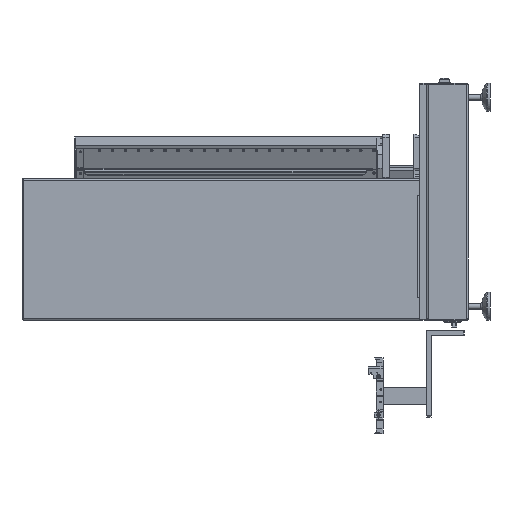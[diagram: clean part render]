
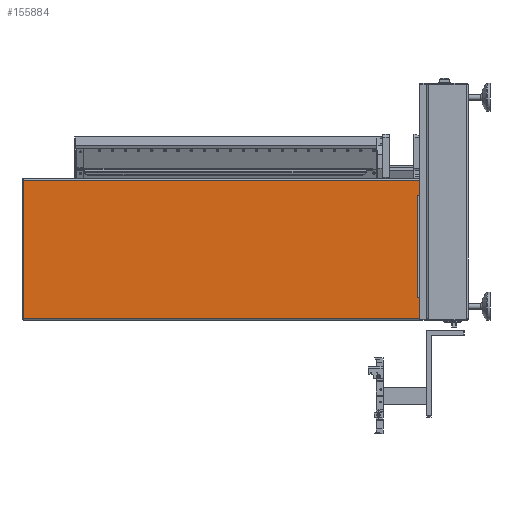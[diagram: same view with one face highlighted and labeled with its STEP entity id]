
A CAD part, left-side view. The second image highlights one B-rep face of the part: STEP entity #155884.
In plain terms, the highlighted planar face has unit normal (-1, 0, 0).
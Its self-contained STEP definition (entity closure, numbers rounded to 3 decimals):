
#6040 = DIRECTION ( 'NONE',  ( 1., 0., 0. ) ) ;
#8490 = CARTESIAN_POINT ( 'NONE',  ( -197.5, 90., -170.09 ) ) ;
#12336 = EDGE_CURVE ( 'NONE', #21898, #23593, #143201, .T. ) ;
#20799 = LINE ( 'NONE', #163386, #140823 ) ;
#21898 = VERTEX_POINT ( 'NONE', #39573 ) ;
#22008 = VECTOR ( 'NONE', #83955, 1000. ) ;
#23025 = CARTESIAN_POINT ( 'NONE',  ( -197.5, 784., -206.09 ) ) ;
#23593 = VERTEX_POINT ( 'NONE', #123535 ) ;
#25982 = DIRECTION ( 'NONE',  ( 0., 1., 0. ) ) ;
#28196 = EDGE_CURVE ( 'NONE', #45835, #79619, #154352, .T. ) ;
#29612 = CARTESIAN_POINT ( 'NONE',  ( -197.5, 784., -206.09 ) ) ;
#30496 = PLANE ( 'NONE',  #49016 ) ;
#33290 = DIRECTION ( 'NONE',  ( 0., 1., 0. ) ) ;
#39573 = CARTESIAN_POINT ( 'NONE',  ( -197.5, 86., 35.91 ) ) ;
#45835 = VERTEX_POINT ( 'NONE', #113867 ) ;
#47768 = VECTOR ( 'NONE', #179621, 1000. ) ;
#49016 = AXIS2_PLACEMENT_3D ( 'NONE', #51040, #6040, #153263 ) ;
#49939 = VECTOR ( 'NONE', #160359, 1000. ) ;
#50917 = EDGE_LOOP ( 'NONE', ( #140322, #158046, #116646, #147601, #151550, #96008, #168433, #77452 ) ) ;
#51040 = CARTESIAN_POINT ( 'NONE',  ( -197.5, 784., 37.91 ) ) ;
#52722 = VERTEX_POINT ( 'NONE', #147828 ) ;
#57570 = CARTESIAN_POINT ( 'NONE',  ( -197.5, 86., 37.91 ) ) ;
#65082 = EDGE_CURVE ( 'NONE', #52722, #124020, #113600, .T. ) ;
#74063 = EDGE_CURVE ( 'NONE', #45835, #124020, #138849, .T. ) ;
#77452 = ORIENTED_EDGE ( 'NONE', *, *, #158087, .T. ) ;
#79619 = VERTEX_POINT ( 'NONE', #171668 ) ;
#80812 = DIRECTION ( 'NONE',  ( 0., 0., -1. ) ) ;
#83955 = DIRECTION ( 'NONE',  ( 0., 0., 1. ) ) ;
#85444 = VECTOR ( 'NONE', #25982, 1000. ) ;
#86785 = LINE ( 'NONE', #57570, #22008 ) ;
#96008 = ORIENTED_EDGE ( 'NONE', *, *, #169835, .T. ) ;
#98138 = VECTOR ( 'NONE', #143619, 1000. ) ;
#101005 = LINE ( 'NONE', #29612, #141770 ) ;
#105981 = LINE ( 'NONE', #149121, #49939 ) ;
#107955 = VERTEX_POINT ( 'NONE', #23025 ) ;
#108419 = CARTESIAN_POINT ( 'NONE',  ( -197.5, 784., -170.09 ) ) ;
#111590 = DIRECTION ( 'NONE',  ( 0., 0., 1. ) ) ;
#113600 = LINE ( 'NONE', #157633, #98138 ) ;
#113867 = CARTESIAN_POINT ( 'NONE',  ( -197.5, 90., -170.09 ) ) ;
#116646 = ORIENTED_EDGE ( 'NONE', *, *, #65082, .F. ) ;
#117729 = FACE_OUTER_BOUND ( 'NONE', #50917, .T. ) ;
#123535 = CARTESIAN_POINT ( 'NONE',  ( -197.5, 784., 35.91 ) ) ;
#124020 = VERTEX_POINT ( 'NONE', #135393 ) ;
#128217 = CARTESIAN_POINT ( 'NONE',  ( -197.5, 86., 35.91 ) ) ;
#135393 = CARTESIAN_POINT ( 'NONE',  ( -197.5, 90., 9.91 ) ) ;
#137313 = VECTOR ( 'NONE', #111590, 1000. ) ;
#138849 = LINE ( 'NONE', #8490, #137313 ) ;
#140322 = ORIENTED_EDGE ( 'NONE', *, *, #28196, .F. ) ;
#140823 = VECTOR ( 'NONE', #80812, 1000. ) ;
#140973 = VERTEX_POINT ( 'NONE', #160191 ) ;
#141770 = VECTOR ( 'NONE', #33290, 1000. ) ;
#143201 = LINE ( 'NONE', #128217, #85444 ) ;
#143619 = DIRECTION ( 'NONE',  ( 0., 1., 0. ) ) ;
#144934 = EDGE_CURVE ( 'NONE', #140973, #107955, #101005, .T. ) ;
#147601 = ORIENTED_EDGE ( 'NONE', *, *, #154847, .T. ) ;
#147828 = CARTESIAN_POINT ( 'NONE',  ( -197.5, 86., 9.91 ) ) ;
#149121 = CARTESIAN_POINT ( 'NONE',  ( -197.5, 86., 37.91 ) ) ;
#151550 = ORIENTED_EDGE ( 'NONE', *, *, #12336, .T. ) ;
#153263 = DIRECTION ( 'NONE',  ( 0., 0., -1. ) ) ;
#154352 = LINE ( 'NONE', #108419, #47768 ) ;
#154847 = EDGE_CURVE ( 'NONE', #52722, #21898, #86785, .T. ) ;
#155884 = ADVANCED_FACE ( 'NONE', ( #117729 ), #30496, .F. ) ;
#157633 = CARTESIAN_POINT ( 'NONE',  ( -197.5, 784., 9.91 ) ) ;
#158046 = ORIENTED_EDGE ( 'NONE', *, *, #74063, .T. ) ;
#158087 = EDGE_CURVE ( 'NONE', #140973, #79619, #105981, .T. ) ;
#160191 = CARTESIAN_POINT ( 'NONE',  ( -197.5, 86., -206.09 ) ) ;
#160359 = DIRECTION ( 'NONE',  ( 0., 0., 1. ) ) ;
#163386 = CARTESIAN_POINT ( 'NONE',  ( -197.5, 784., -208.09 ) ) ;
#168433 = ORIENTED_EDGE ( 'NONE', *, *, #144934, .F. ) ;
#169835 = EDGE_CURVE ( 'NONE', #23593, #107955, #20799, .T. ) ;
#171668 = CARTESIAN_POINT ( 'NONE',  ( -197.5, 86., -170.09 ) ) ;
#179621 = DIRECTION ( 'NONE',  ( 0., -1., 0. ) ) ;
